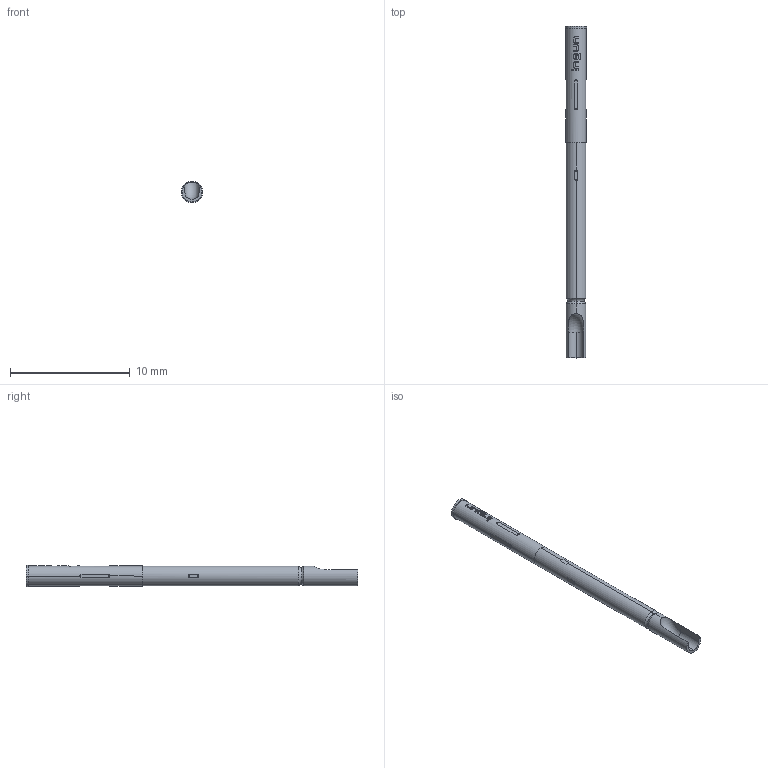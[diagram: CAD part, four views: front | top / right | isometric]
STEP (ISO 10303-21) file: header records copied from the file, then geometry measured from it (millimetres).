
FILE_DESCRIPTION (( 'STEP AP203' ), '1' );
FILE_NAME ('INGUN_KS-100_30_05.STEP', '2022-02-09T05:12:52', ( 'ochi' ), ( '' ), 'SwSTEP 2.0', 'SolidWorks 2018', '' );
FILE_SCHEMA (( 'CONFIG_CONTROL_DESIGN' ));
Length unit declared in the file: millimetre
Products named in the file (1): INGUN_KS-100_30_05
Bounding box: 1.8 x 27.7 x 1.8 mm (x, y, z)
Volume: 54.7 mm3; surface area: 153.4 mm2
Topology: 1 solids, 1 shells, 115 faces, 295 edges, 194 vertices
Faces by surface type: plane 54, cylinder 32, bspline 22, torus 5, cone 2
Entity records: 3996 total; most frequent: CARTESIAN_POINT 1345, ORIENTED_EDGE 590, DIRECTION 437, EDGE_CURVE 295, VERTEX_POINT 194, AXIS2_PLACEMENT_3D 162, EDGE_LOOP 127, FACE_OUTER_BOUND 115
